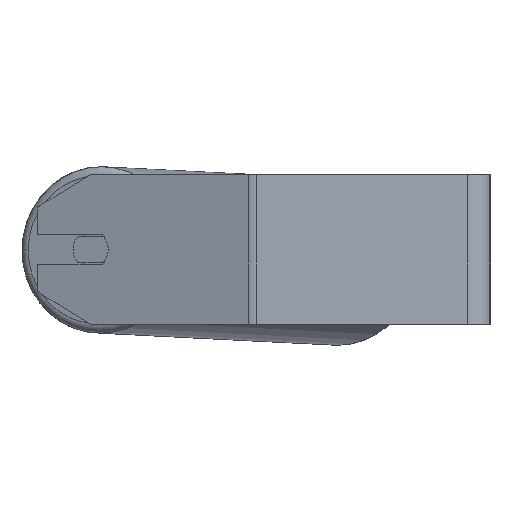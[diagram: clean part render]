
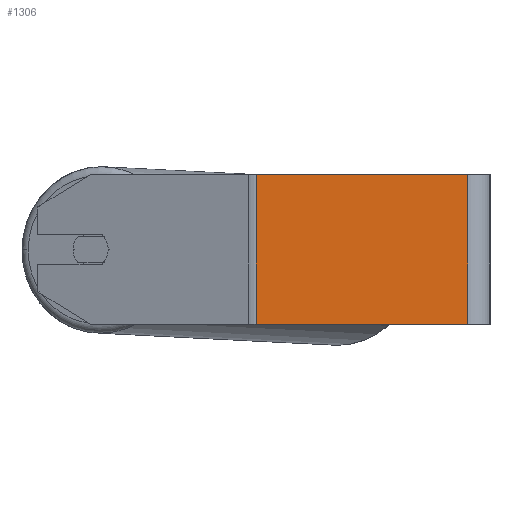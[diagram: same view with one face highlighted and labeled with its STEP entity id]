
A CAD part, left-side view. The second image highlights one B-rep face of the part: STEP entity #1306.
In plain terms, the highlighted planar face has unit normal (-1, 0, 0).
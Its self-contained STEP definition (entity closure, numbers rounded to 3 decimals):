
#86 = DIRECTION ( 'NONE',  ( 0., 0., -1. ) ) ;
#405 = VECTOR ( 'NONE', #3137, 1000. ) ;
#545 = DIRECTION ( 'NONE',  ( 0., 0., -1. ) ) ;
#943 = ORIENTED_EDGE ( 'NONE', *, *, #4968, .T. ) ;
#1306 = ADVANCED_FACE ( 'NONE', ( #1365 ), #4658, .F. ) ;
#1357 = VECTOR ( 'NONE', #545, 1000. ) ;
#1365 = FACE_OUTER_BOUND ( 'NONE', #3977, .T. ) ;
#1409 = ORIENTED_EDGE ( 'NONE', *, *, #3693, .F. ) ;
#1424 = CARTESIAN_POINT ( 'NONE',  ( -420., 126.876, 40. ) ) ;
#1688 = AXIS2_PLACEMENT_3D ( 'NONE', #4113, #3634, #6365 ) ;
#1781 = CARTESIAN_POINT ( 'NONE',  ( -420., 12., -40. ) ) ;
#1848 = CARTESIAN_POINT ( 'NONE',  ( -420., 124.76, 40. ) ) ;
#2296 = EDGE_CURVE ( 'NONE', #6069, #3335, #6821, .T. ) ;
#2613 = LINE ( 'NONE', #1424, #4431 ) ;
#2929 = LINE ( 'NONE', #5175, #4214 ) ;
#3137 = DIRECTION ( 'NONE',  ( 0., -1., 0. ) ) ;
#3266 = ORIENTED_EDGE ( 'NONE', *, *, #4864, .F. ) ;
#3268 = ORIENTED_EDGE ( 'NONE', *, *, #2296, .T. ) ;
#3335 = VERTEX_POINT ( 'NONE', #4836 ) ;
#3634 = DIRECTION ( 'NONE',  ( 1., 0., 0. ) ) ;
#3693 = EDGE_CURVE ( 'NONE', #6069, #5536, #2613, .T. ) ;
#3977 = EDGE_LOOP ( 'NONE', ( #943, #3266, #1409, #3268 ) ) ;
#4113 = CARTESIAN_POINT ( 'NONE',  ( -420., 126.876, 40. ) ) ;
#4214 = VECTOR ( 'NONE', #86, 1000. ) ;
#4418 = CARTESIAN_POINT ( 'NONE',  ( -420., 12., 40. ) ) ;
#4431 = VECTOR ( 'NONE', #7116, 1000. ) ;
#4492 = CARTESIAN_POINT ( 'NONE',  ( -420., 124.76, 40. ) ) ;
#4658 = PLANE ( 'NONE',  #1688 ) ;
#4836 = CARTESIAN_POINT ( 'NONE',  ( -420., 124.76, -40. ) ) ;
#4864 = EDGE_CURVE ( 'NONE', #5536, #5660, #2929, .T. ) ;
#4968 = EDGE_CURVE ( 'NONE', #3335, #5660, #6563, .T. ) ;
#5175 = CARTESIAN_POINT ( 'NONE',  ( -420., 12., 40. ) ) ;
#5536 = VERTEX_POINT ( 'NONE', #4418 ) ;
#5660 = VERTEX_POINT ( 'NONE', #1781 ) ;
#6069 = VERTEX_POINT ( 'NONE', #1848 ) ;
#6365 = DIRECTION ( 'NONE',  ( 0., 0., -1. ) ) ;
#6524 = CARTESIAN_POINT ( 'NONE',  ( -420., 126.876, -40. ) ) ;
#6563 = LINE ( 'NONE', #6524, #405 ) ;
#6821 = LINE ( 'NONE', #4492, #1357 ) ;
#7116 = DIRECTION ( 'NONE',  ( 0., -1., 0. ) ) ;
